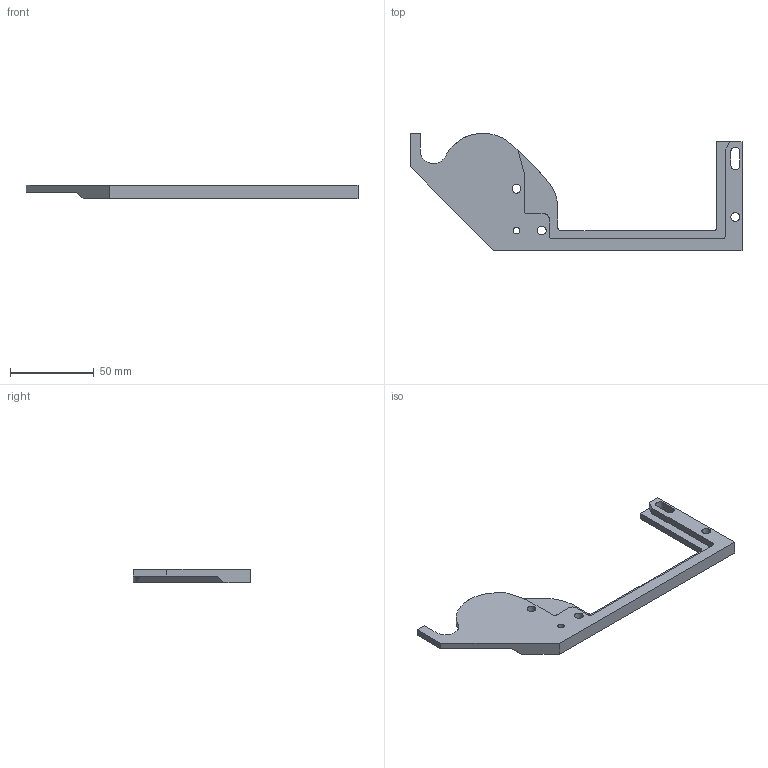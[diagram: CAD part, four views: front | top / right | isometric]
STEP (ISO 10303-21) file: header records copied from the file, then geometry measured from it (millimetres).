
FILE_DESCRIPTION (( 'STEP AP214' ), '1' );
FILE_NAME ('5-PorteGabarit.STEP', '2022-08-15T18:30:16', ( '' ), ( '' ), 'SwSTEP 2.0', 'SolidWorks 2019', '' );
FILE_SCHEMA (( 'AUTOMOTIVE_DESIGN' ));
Length unit declared in the file: millimetre
Products named in the file (1): 5-PorteGabarit
Bounding box: 198 x 70 x 8 mm (x, y, z)
Volume: 38769.6 mm3; surface area: 17209.1 mm2
Topology: 1 solids, 1 shells, 46 faces, 132 edges, 88 vertices
Faces by surface type: plane 26, cylinder 20
Entity records: 1571 total; most frequent: CARTESIAN_POINT 270, DIRECTION 266, ORIENTED_EDGE 264, EDGE_CURVE 132, VECTOR 90, LINE 90, VERTEX_POINT 88, AXIS2_PLACEMENT_3D 88
